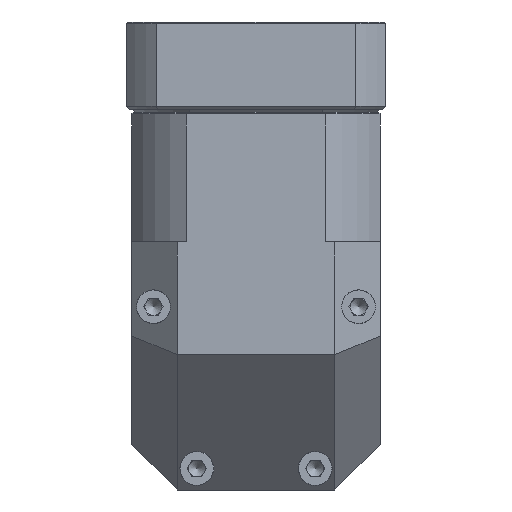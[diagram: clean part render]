
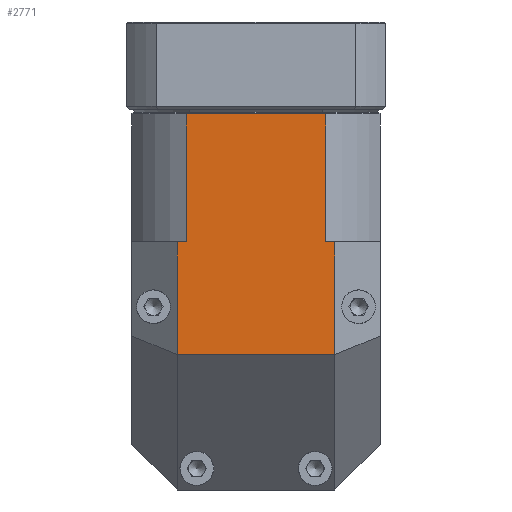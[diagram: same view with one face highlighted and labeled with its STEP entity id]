
A CAD part, front view. The second image highlights one B-rep face of the part: STEP entity #2771.
In plain terms, the highlighted planar face has unit normal (0, -1, 0).
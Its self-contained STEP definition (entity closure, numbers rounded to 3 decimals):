
#2700=CARTESIAN_POINT('',(-22.0,-22.,45.));
#2701=DIRECTION('',(0.0,-1.0,0.0));
#2702=DIRECTION('',(0.0,0.0,-1.0));
#2703=AXIS2_PLACEMENT_3D('',#2700,#2701,#2702);
#2704=PLANE('',#2703);
#2705=CARTESIAN_POINT('',(12.392,-22.0,22.));
#2706=VERTEX_POINT('',#2705);
#2707=CARTESIAN_POINT('',(12.392,-22.0,44.7));
#2708=VERTEX_POINT('',#2707);
#2709=CARTESIAN_POINT('',(12.392,-22.0,22.));
#2710=DIRECTION('',(0.0,0.0,1.0));
#2711=VECTOR('',#2710,22.7);
#2712=LINE('',#2709,#2711);
#2713=EDGE_CURVE('',#2706,#2708,#2712,.T.);
#2714=ORIENTED_EDGE('',*,*,#2713,.T.);
#2715=CARTESIAN_POINT('',(-12.392,-22.0,44.7));
#2716=VERTEX_POINT('',#2715);
#2717=CARTESIAN_POINT('',(12.392,-22.,44.7));
#2718=DIRECTION('',(-1.0,0.0,0.0));
#2719=VECTOR('',#2718,24.784);
#2720=LINE('',#2717,#2719);
#2721=EDGE_CURVE('',#2708,#2716,#2720,.T.);
#2722=ORIENTED_EDGE('',*,*,#2721,.T.);
#2723=CARTESIAN_POINT('',(-12.392,-22.0,22.));
#2724=VERTEX_POINT('',#2723);
#2725=CARTESIAN_POINT('',(-12.392,-22.0,22.));
#2726=DIRECTION('',(0.0,0.0,1.0));
#2727=VECTOR('',#2726,22.7);
#2728=LINE('',#2725,#2727);
#2729=EDGE_CURVE('',#2724,#2716,#2728,.T.);
#2730=ORIENTED_EDGE('',*,*,#2729,.F.);
#2731=CARTESIAN_POINT('',(-14.,-22.,22.));
#2732=VERTEX_POINT('',#2731);
#2733=CARTESIAN_POINT('',(-12.392,-22.0,22.));
#2734=DIRECTION('',(-1.0,0.0,0.0));
#2735=VECTOR('',#2734,1.608);
#2736=LINE('',#2733,#2735);
#2737=EDGE_CURVE('',#2724,#2732,#2736,.T.);
#2738=ORIENTED_EDGE('',*,*,#2737,.T.);
#2739=CARTESIAN_POINT('',(-14.,-22.0,2.));
#2740=VERTEX_POINT('',#2739);
#2741=CARTESIAN_POINT('',(-14.,-22.0,22.));
#2742=DIRECTION('',(0.0,0.0,-1.0));
#2743=VECTOR('',#2742,20.);
#2744=LINE('',#2741,#2743);
#2745=EDGE_CURVE('',#2732,#2740,#2744,.T.);
#2746=ORIENTED_EDGE('',*,*,#2745,.T.);
#2747=CARTESIAN_POINT('',(14.,-22.0,2.));
#2748=VERTEX_POINT('',#2747);
#2749=CARTESIAN_POINT('',(-14.,-22.0,2.));
#2750=DIRECTION('',(1.0,0.0,0.0));
#2751=VECTOR('',#2750,28.);
#2752=LINE('',#2749,#2751);
#2753=EDGE_CURVE('',#2740,#2748,#2752,.T.);
#2754=ORIENTED_EDGE('',*,*,#2753,.T.);
#2755=CARTESIAN_POINT('',(14.,-22.,22.));
#2756=VERTEX_POINT('',#2755);
#2757=CARTESIAN_POINT('',(14.,-22.,2.));
#2758=DIRECTION('',(0.0,0.0,1.0));
#2759=VECTOR('',#2758,20.);
#2760=LINE('',#2757,#2759);
#2761=EDGE_CURVE('',#2748,#2756,#2760,.T.);
#2762=ORIENTED_EDGE('',*,*,#2761,.T.);
#2763=CARTESIAN_POINT('',(14.,-22.0,22.));
#2764=DIRECTION('',(-1.0,0.0,0.0));
#2765=VECTOR('',#2764,1.608);
#2766=LINE('',#2763,#2765);
#2767=EDGE_CURVE('',#2756,#2706,#2766,.T.);
#2768=ORIENTED_EDGE('',*,*,#2767,.T.);
#2769=EDGE_LOOP('',(#2714,#2722,#2730,#2738,#2746,#2754,#2762,#2768));
#2770=FACE_OUTER_BOUND('',#2769,.T.);
#2771=ADVANCED_FACE('',(#2770),#2704,.T.);
